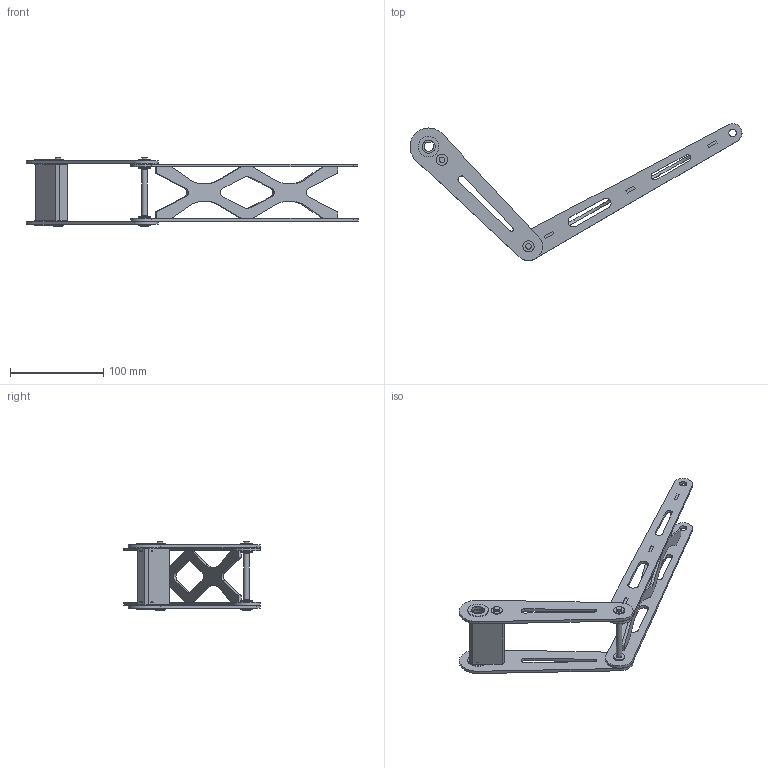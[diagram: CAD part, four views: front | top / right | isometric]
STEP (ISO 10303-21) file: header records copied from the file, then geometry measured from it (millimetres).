
FILE_DESCRIPTION(/* description */ (''),/* implementation_level */ '2;1');
FILE_NAME(/* name */ 'Arm uten stabilisator assembly.stp',/* time_stamp */ '2025-08-07T17:10:01+02:00',/* author */ ('roone'),/* organization */ (''),/* preprocessor_version */ 'ST-DEVELOPER v20',/* originating_system */ 'Autodesk Inventor 2025',/* authorisation */ '');
FILE_SCHEMA (('AUTOMOTIVE_DESIGN { 1 0 10303 214 3 1 1 }'));
Products named in the file (10): Arm uten stabilisator assembly; Aksel-Arm Kobling; FlangeBearing 14x4mm; Aktiv arm ny lengde (1); HingePin AkselKobling; Flange bearindID6; Passiv arm ny lengde; ThrusterBearing 6x1.5; ibh_GFM-0607-024_2025411_1214_model; Avstiving Med Grop
Assembly tree (22 placements, depth 2):
  Arm uten stabilisator assembly
    Aksel-Arm Kobling
    FlangeBearing 14x4mm  x4
    HingePin AkselKobling  x2
    Flange bearindID6  x6
    Aktiv arm ny lengde (1)  x2
    Passiv arm ny lengde  x2
    ibh_GFM-0607-024_2025411_1214_model  x2
    ThrusterBearing 6x1.5  x2
    Avstiving Med Grop
Bounding box: 355.32 x 146.49 x 74.4 mm (x, y, z)
Volume: 119368.9 mm3; surface area: 87830.9 mm2
Topology: 22 solids, 22 shells, 317 faces, 705 edges, 460 vertices
Faces by surface type: plane 185, cylinder 102, cone 18, torus 12
Full cylindrical faces by diameter (mm): 5.7 x6, 6 x18, 7 x2, 8 x15, 9 x2, 11 x2, 12 x8, 14 x4, 16 x8, 22 x4
Entity records: 5859 total; most frequent: DIRECTION 977, CARTESIAN_POINT 944, ORIENTED_EDGE 882, EDGE_CURVE 441, LINE 329, VECTOR 329, AXIS2_PLACEMENT_3D 324, VERTEX_POINT 291
